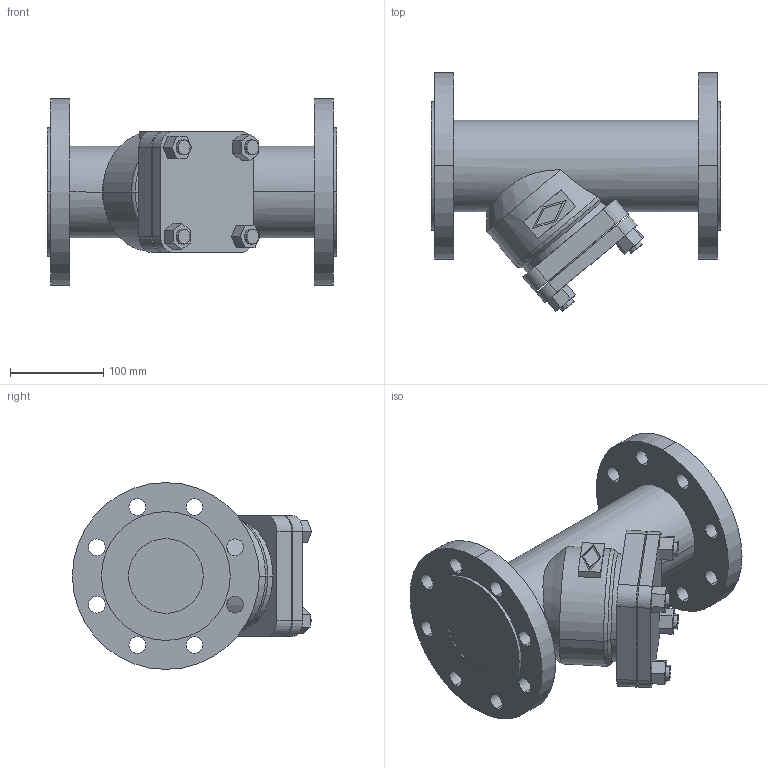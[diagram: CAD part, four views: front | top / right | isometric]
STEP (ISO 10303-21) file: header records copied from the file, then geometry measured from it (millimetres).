
FILE_DESCRIPTION(('OneSpaceDesigner STEP Export'),'2;1');
FILE_NAME('c000001936.stp','2005-09-26T11:56:25',(''),(''),'OneSpace Designer STEP processor (Jan. 2003) for AP203(Solid Model)','OneSpace Designer 12.01D 09-Jul-2004 (C) CoCreate Software GmbH','');
FILE_SCHEMA(('CONFIG_CONTROL_DESIGN'));
Length unit declared in the file: millimetre
Products named in the file (1): 1
Bounding box: 310 x 255.87 x 200 mm (x, y, z)
Volume: 4486228.5 mm3; surface area: 304563 mm2
Topology: 1 solids, 1 shells, 141 faces, 355 edges, 235 vertices
Faces by surface type: cylinder 68, plane 67, cone 4, torus 2
Entity records: 4456 total; most frequent: CARTESIAN_POINT 810, ORIENTED_EDGE 710, DIRECTION 583, SURFACE_CURVE 355, EDGE_CURVE 355, VERTEX_POINT 235, VECTOR 199, LINE 199
